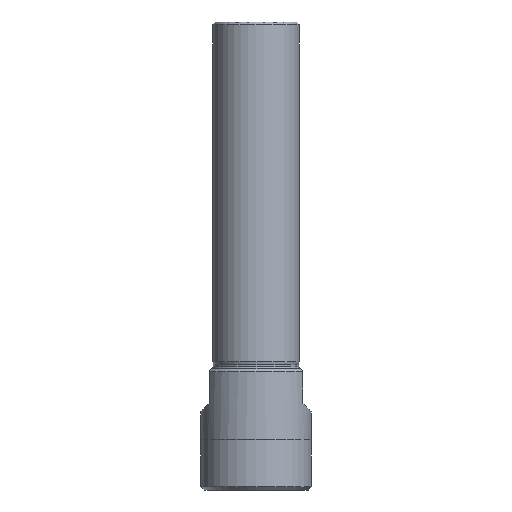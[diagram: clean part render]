
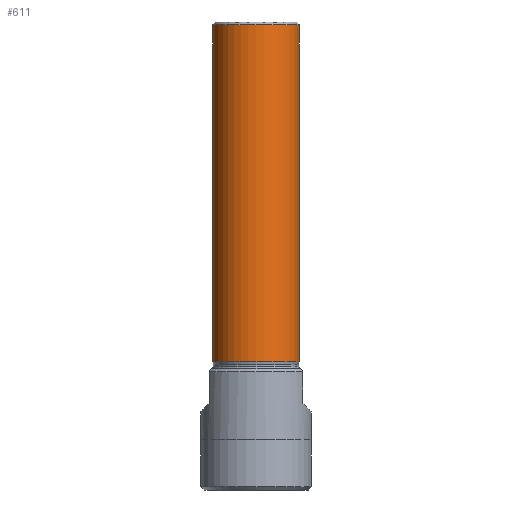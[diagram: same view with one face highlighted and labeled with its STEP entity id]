
A CAD part, front view. The second image highlights one B-rep face of the part: STEP entity #611.
In plain terms, the highlighted cylindrical face has radius 12.5 mm (diameter 25 mm), a full revolution.
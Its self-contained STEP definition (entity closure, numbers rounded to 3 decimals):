
#46=CYLINDRICAL_SURFACE('',#664,12.5);
#108=ORIENTED_EDGE('',*,*,#194,.T.);
#109=ORIENTED_EDGE('',*,*,#193,.T.);
#193=EDGE_CURVE('',#238,#238,#267,.T.);
#194=EDGE_CURVE('',#239,#239,#268,.T.);
#238=VERTEX_POINT('',#881);
#239=VERTEX_POINT('',#884);
#267=CIRCLE('',#663,12.5);
#268=CIRCLE('',#665,12.5);
#297=EDGE_LOOP('',(#108));
#298=EDGE_LOOP('',(#109));
#347=FACE_BOUND('',#297,.T.);
#348=FACE_BOUND('',#298,.T.);
#611=ADVANCED_FACE('',(#347,#348),#46,.T.);
#663=AXIS2_PLACEMENT_3D('',#880,#758,#759);
#664=AXIS2_PLACEMENT_3D('',#882,#760,#761);
#665=AXIS2_PLACEMENT_3D('',#883,#762,#763);
#758=DIRECTION('',(0.,0.,1.));
#759=DIRECTION('',(1.,0.,0.));
#760=DIRECTION('',(0.,0.,1.));
#761=DIRECTION('',(1.,0.,0.));
#762=DIRECTION('',(0.,0.,-1.));
#763=DIRECTION('',(-1.,0.,0.));
#880=CARTESIAN_POINT('',(0.,0.,48.94));
#881=CARTESIAN_POINT('',(12.5,0.,48.94));
#882=CARTESIAN_POINT('',(0.,0.,71.5));
#883=CARTESIAN_POINT('',(0.,0.,146.15));
#884=CARTESIAN_POINT('',(-12.5,0.,146.15));
